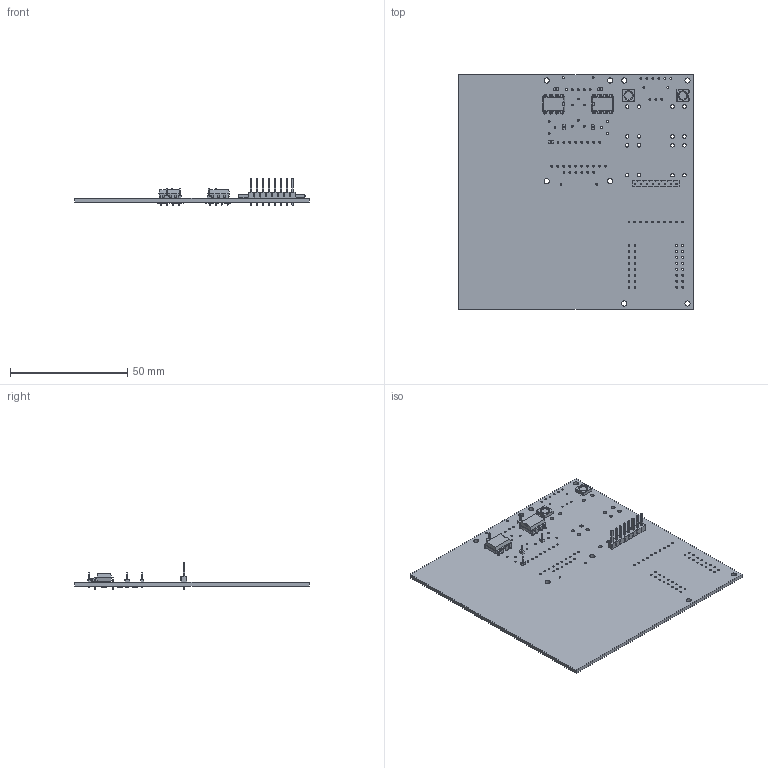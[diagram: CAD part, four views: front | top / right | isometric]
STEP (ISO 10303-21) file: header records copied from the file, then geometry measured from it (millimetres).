
FILE_DESCRIPTION(('KiCad electronic assembly'),'2;1');
FILE_NAME('midi_arm.step','2023-12-27T12:31:11',('Pcbnew'),('Kicad'), 'Open CASCADE STEP processor 7.7','KiCad to STEP converter','Unknown' );
FILE_SCHEMA(('AUTOMOTIVE_DESIGN { 1 0 10303 214 1 1 1 1 }'));
Length unit declared in the file: millimetre
Products named in the file (12): midi_arm 1; DIP-8_W7.62mm; SOLID; PinHeader_1x08_P2.54mm_Vertical; LED_WS2812B_PLCC4_5.0x5.0mm_P3.2mm; PinHeader_1x01_P1.27mm_Vertical; R_0805_2012Metric; _autosave-midi_arm PCB
Assembly tree (36 placements, depth 3):
  midi_arm 1
    DIP-8_W7.62mm  x2
      SOLID
    PinHeader_1x08_P2.54mm_Vertical
      SOLID
    LED_WS2812B_PLCC4_5.0x5.0mm_P3.2mm  x2
      SOLID
    PinHeader_1x01_P1.27mm_Vertical  x5
      SOLID
    R_0805_2012Metric  x20
      SOLID
    _autosave-midi_arm PCB
Bounding box: 100 x 100 x 11.84 mm (x, y, z)
Volume: 16440.9 mm3; surface area: 22542.4 mm2
Topology: 31 solids, 31 shells, 1445 faces, 3809 edges, 2446 vertices
Faces by surface type: plane 1014, cylinder 389, bspline 40, cone 2
Full cylindrical faces by diameter (mm): 0.65 x5, 0.762 x80, 0.8 x34, 1 x8, 1.5 x16, 2.2 x8, 3.333 x2
Entity records: 47342 total; most frequent: CARTESIAN_POINT 10148, DIRECTION 6242, LINE 4127, VECTOR 4127, ORIENTED_EDGE 3328, PCURVE 3328, DEFINITIONAL_REPRESENTATION 3328, EDGE_CURVE 1664
